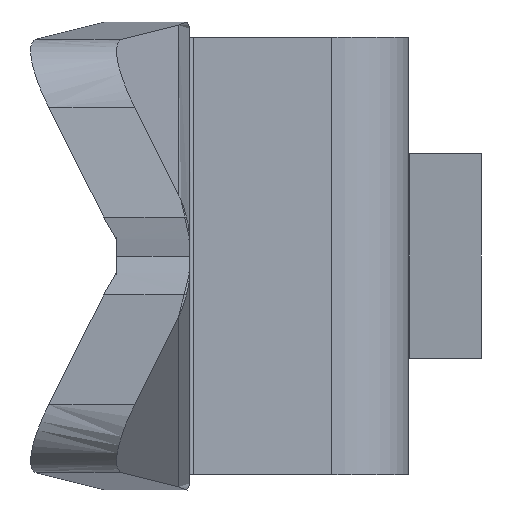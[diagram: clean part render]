
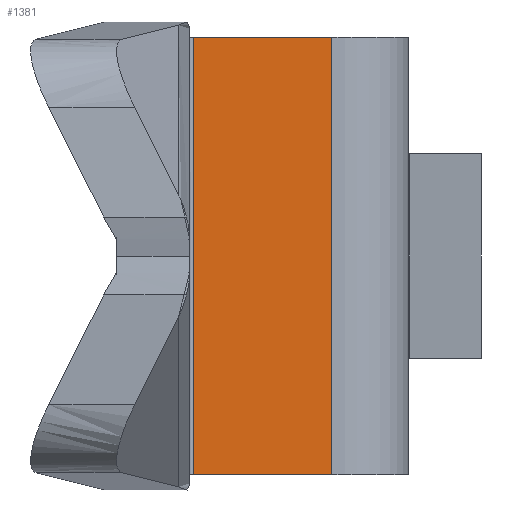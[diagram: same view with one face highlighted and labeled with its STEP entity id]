
A CAD part, left-side view. The second image highlights one B-rep face of the part: STEP entity #1381.
In plain terms, the highlighted free-form (B-spline) face has degree [1, 1] with [2, 2] control points.
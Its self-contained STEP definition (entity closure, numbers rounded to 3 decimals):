
#58=CARTESIAN_POINT('',(-14.0,5.9,-6.));
#59=VERTEX_POINT('',#58);
#75=CARTESIAN_POINT('',(-14.0,5.9,6.));
#76=VERTEX_POINT('',#75);
#77=CARTESIAN_POINT('',(-14.0,5.9,6.));
#78=CARTESIAN_POINT('',(-14.0,5.9,-6.));
#79=QUASI_UNIFORM_CURVE('',1,(#77,#78),.UNSPECIFIED.,.F.,.U.);
#80=EDGE_CURVE('',#76,#59,#79,.T.);
#1159=CARTESIAN_POINT('',(-14.0,2.1,6.));
#1160=VERTEX_POINT('',#1159);
#1161=CARTESIAN_POINT('',(-14.0,2.1,6.));
#1162=CARTESIAN_POINT('',(-14.0,5.9,6.));
#1163=QUASI_UNIFORM_CURVE('',1,(#1161,#1162),.UNSPECIFIED.,.F.,.U.);
#1164=EDGE_CURVE('',#1160,#76,#1163,.T.);
#1204=CARTESIAN_POINT('',(-14.0,2.1,-6.));
#1205=VERTEX_POINT('',#1204);
#1221=CARTESIAN_POINT('',(-14.0,2.1,-6.));
#1222=CARTESIAN_POINT('',(-14.0,5.9,-6.));
#1223=QUASI_UNIFORM_CURVE('',1,(#1221,#1222),.UNSPECIFIED.,.F.,.U.);
#1224=EDGE_CURVE('',#1205,#59,#1223,.T.);
#1366=CARTESIAN_POINT('',(-14.0,1.91,6.599));
#1367=CARTESIAN_POINT('',(-14.0,1.91,-6.599));
#1368=CARTESIAN_POINT('',(-14.0,6.09,6.599));
#1369=CARTESIAN_POINT('',(-14.0,6.09,-6.599));
#1370=B_SPLINE_SURFACE_WITH_KNOTS('',1,1,((#1366,#1368),(#1367,#1369)),.UNSPECIFIED.,.F.,.F.,.U.,(2,2),(2,2),(0.0,13.199),(0.0,4.18),.UNSPECIFIED.);
#1371=ORIENTED_EDGE('',*,*,#1164,.T.);
#1372=ORIENTED_EDGE('',*,*,#80,.T.);
#1373=ORIENTED_EDGE('',*,*,#1224,.F.);
#1374=CARTESIAN_POINT('',(-14.0,2.1,-6.));
#1375=CARTESIAN_POINT('',(-14.0,2.1,6.));
#1376=QUASI_UNIFORM_CURVE('',1,(#1374,#1375),.UNSPECIFIED.,.F.,.U.);
#1377=EDGE_CURVE('',#1205,#1160,#1376,.T.);
#1378=ORIENTED_EDGE('',*,*,#1377,.T.);
#1379=EDGE_LOOP('',(#1371,#1372,#1373,#1378));
#1380=FACE_OUTER_BOUND('',#1379,.T.);
#1381=ADVANCED_FACE('',(#1380),#1370,.F.);
